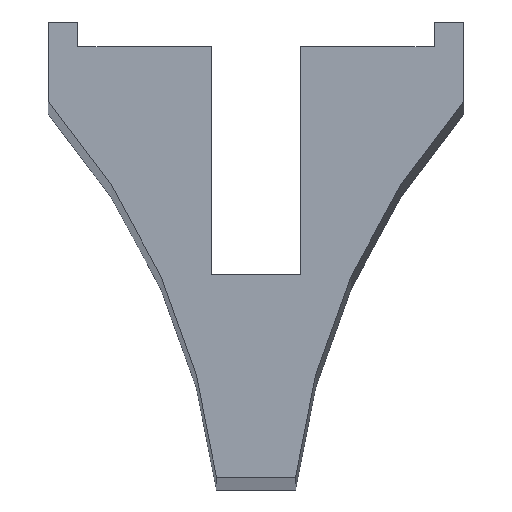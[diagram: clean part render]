
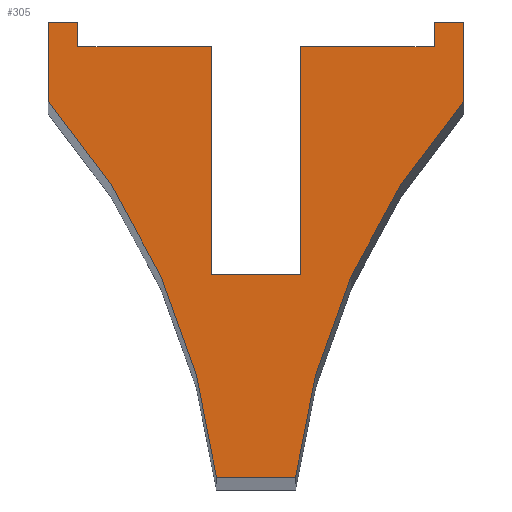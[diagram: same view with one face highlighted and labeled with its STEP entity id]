
A CAD part, top view. The second image highlights one B-rep face of the part: STEP entity #305.
In plain terms, the highlighted planar face has unit normal (0, 0, 1).
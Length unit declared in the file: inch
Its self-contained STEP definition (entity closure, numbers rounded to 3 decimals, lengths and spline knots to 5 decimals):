
#25=FACE_OUTER_BOUND('',#41,.T.);
#41=EDGE_LOOP('',(#241,#242,#243,#244,#245,#246,#247,#248,#249,#250,#251,
#252,#253,#254));
#51=CIRCLE('',#338,8.75);
#52=CIRCLE('',#339,8.75);
#66=LINE('',#461,#104);
#69=LINE('',#466,#107);
#71=LINE('',#470,#109);
#73=LINE('',#474,#111);
#75=LINE('',#478,#113);
#77=LINE('',#482,#115);
#79=LINE('',#486,#117);
#80=LINE('',#492,#118);
#81=LINE('',#493,#119);
#82=LINE('',#495,#120);
#83=LINE('',#497,#121);
#84=LINE('',#500,#122);
#104=VECTOR('',#370,0.3937);
#107=VECTOR('',#375,0.3937);
#109=VECTOR('',#379,0.3937);
#111=VECTOR('',#383,0.3937);
#113=VECTOR('',#387,0.3937);
#115=VECTOR('',#391,0.3937);
#117=VECTOR('',#395,0.3937);
#118=VECTOR('',#400,0.3937);
#119=VECTOR('',#401,0.3937);
#120=VECTOR('',#402,0.3937);
#121=VECTOR('',#403,0.3937);
#122=VECTOR('',#406,0.3937);
#143=VERTEX_POINT('',#458);
#144=VERTEX_POINT('',#460);
#145=VERTEX_POINT('',#464);
#146=VERTEX_POINT('',#468);
#147=VERTEX_POINT('',#472);
#148=VERTEX_POINT('',#476);
#149=VERTEX_POINT('',#480);
#150=VERTEX_POINT('',#484);
#151=VERTEX_POINT('',#488);
#152=VERTEX_POINT('',#489);
#153=VERTEX_POINT('',#491);
#154=VERTEX_POINT('',#494);
#155=VERTEX_POINT('',#496);
#156=VERTEX_POINT('',#498);
#172=EDGE_CURVE('',#143,#144,#66,.T.);
#175=EDGE_CURVE('',#145,#143,#69,.T.);
#177=EDGE_CURVE('',#146,#145,#71,.T.);
#179=EDGE_CURVE('',#147,#146,#73,.T.);
#181=EDGE_CURVE('',#148,#147,#75,.T.);
#183=EDGE_CURVE('',#149,#148,#77,.T.);
#185=EDGE_CURVE('',#150,#149,#79,.T.);
#186=EDGE_CURVE('',#151,#152,#51,.T.);
#187=EDGE_CURVE('',#153,#151,#80,.T.);
#188=EDGE_CURVE('',#144,#153,#81,.T.);
#189=EDGE_CURVE('',#154,#150,#82,.T.);
#190=EDGE_CURVE('',#155,#154,#83,.T.);
#191=EDGE_CURVE('',#156,#155,#52,.T.);
#192=EDGE_CURVE('',#152,#156,#84,.T.);
#241=ORIENTED_EDGE('',*,*,#186,.F.);
#242=ORIENTED_EDGE('',*,*,#187,.F.);
#243=ORIENTED_EDGE('',*,*,#188,.F.);
#244=ORIENTED_EDGE('',*,*,#172,.F.);
#245=ORIENTED_EDGE('',*,*,#175,.F.);
#246=ORIENTED_EDGE('',*,*,#177,.F.);
#247=ORIENTED_EDGE('',*,*,#179,.F.);
#248=ORIENTED_EDGE('',*,*,#181,.F.);
#249=ORIENTED_EDGE('',*,*,#183,.F.);
#250=ORIENTED_EDGE('',*,*,#185,.F.);
#251=ORIENTED_EDGE('',*,*,#189,.F.);
#252=ORIENTED_EDGE('',*,*,#190,.F.);
#253=ORIENTED_EDGE('',*,*,#191,.F.);
#254=ORIENTED_EDGE('',*,*,#192,.F.);
#291=PLANE('',#337);
#305=ADVANCED_FACE('',(#25),#291,.F.);
#337=AXIS2_PLACEMENT_3D('',#487,#396,#397);
#338=AXIS2_PLACEMENT_3D('',#490,#398,#399);
#339=AXIS2_PLACEMENT_3D('',#499,#404,#405);
#370=DIRECTION('',(0.,1.,0.));
#375=DIRECTION('',(1.,0.,0.));
#379=DIRECTION('',(0.,1.,0.));
#383=DIRECTION('',(1.,0.,0.));
#387=DIRECTION('',(0.,-1.,0.));
#391=DIRECTION('',(1.,0.,0.));
#395=DIRECTION('',(0.,-1.,0.));
#396=DIRECTION('center_axis',(0.,0.,-1.));
#397=DIRECTION('ref_axis',(-1.,0.,0.));
#398=DIRECTION('center_axis',(0.,0.,1.));
#399=DIRECTION('ref_axis',(-0.75,0.661,0.));
#400=DIRECTION('',(0.,-1.,0.));
#401=DIRECTION('',(1.,0.,0.));
#402=DIRECTION('',(1.,0.,0.));
#403=DIRECTION('',(0.,1.,0.));
#404=DIRECTION('center_axis',(0.,0.,1.));
#405=DIRECTION('ref_axis',(0.993,0.118,0.));
#406=DIRECTION('',(-1.,0.,0.));
#458=CARTESIAN_POINT('',(2.25,-0.3125,93.625));
#460=CARTESIAN_POINT('',(2.25,0.,93.625));
#461=CARTESIAN_POINT('',(2.25,0.,93.625));
#464=CARTESIAN_POINT('',(0.5625,-0.3125,93.625));
#466=CARTESIAN_POINT('',(45.96875,-0.3125,93.625));
#468=CARTESIAN_POINT('',(0.5625,-3.1875,93.625));
#470=CARTESIAN_POINT('',(0.5625,-0.15625,93.625));
#472=CARTESIAN_POINT('',(-0.5625,-3.1875,93.625));
#474=CARTESIAN_POINT('',(23.40625,-3.1875,93.625));
#476=CARTESIAN_POINT('',(-0.5625,-0.3125,93.625));
#478=CARTESIAN_POINT('',(-0.5625,-1.59375,93.625));
#480=CARTESIAN_POINT('',(-2.25,-0.3125,93.625));
#482=CARTESIAN_POINT('',(45.96875,-0.3125,93.625));
#484=CARTESIAN_POINT('',(-2.25,0.,93.625));
#486=CARTESIAN_POINT('',(-2.25,0.,93.625));
#487=CARTESIAN_POINT('Origin',(46.25,0.,93.625));
#488=CARTESIAN_POINT('',(2.625,-1.,93.625));
#489=CARTESIAN_POINT('',(0.5,-5.75,93.625));
#490=CARTESIAN_POINT('Origin',(9.18838,-6.78658,93.625));
#491=CARTESIAN_POINT('',(2.625,0.,93.625));
#492=CARTESIAN_POINT('',(2.625,-0.5,93.625));
#493=CARTESIAN_POINT('',(44.875,0.,93.625));
#494=CARTESIAN_POINT('',(-2.625,0.,93.625));
#495=CARTESIAN_POINT('',(44.875,0.,93.625));
#496=CARTESIAN_POINT('',(-2.625,-1.,93.625));
#497=CARTESIAN_POINT('',(-2.625,0.,93.625));
#498=CARTESIAN_POINT('',(-0.5,-5.75,93.625));
#499=CARTESIAN_POINT('Origin',(-9.18838,-6.78658,93.625));
#500=CARTESIAN_POINT('',(45.75,-5.75,93.625));
